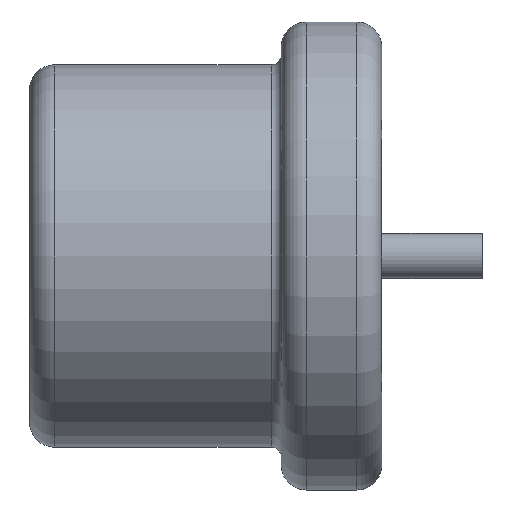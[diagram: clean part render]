
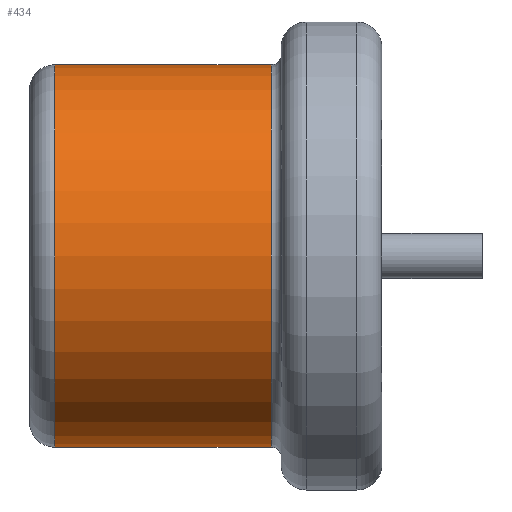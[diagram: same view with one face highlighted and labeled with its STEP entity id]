
A CAD part, left-side view. The second image highlights one B-rep face of the part: STEP entity #434.
In plain terms, the highlighted cylindrical face has radius 1.9 mm (diameter 3.8 mm), a partial arc.
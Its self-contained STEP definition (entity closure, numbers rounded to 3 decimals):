
#72 = DIRECTION ( 'NONE',  ( 0., 1., 0. ) ) ;
#130 = LINE ( 'NONE', #4424, #2090 ) ;
#206 = DIRECTION ( 'NONE',  ( 0., -1., 0. ) ) ;
#232 = EDGE_CURVE ( 'NONE', #1601, #5017, #1758, .T. ) ;
#269 = CARTESIAN_POINT ( 'NONE',  ( -6.45, 3.25, 1.9 ) ) ;
#417 = VECTOR ( 'NONE', #2196, 1000. ) ;
#434 = ADVANCED_FACE ( 'NONE', ( #1560 ), #728, .T. ) ;
#728 = CYLINDRICAL_SURFACE ( 'NONE', #1663, 1.9 ) ;
#790 = CARTESIAN_POINT ( 'NONE',  ( -6.45, 1.1, -1.9 ) ) ;
#992 = VERTEX_POINT ( 'NONE', #2670 ) ;
#1009 = LINE ( 'NONE', #1051, #417 ) ;
#1051 = CARTESIAN_POINT ( 'NONE',  ( -6.45, 3.5, -1.9 ) ) ;
#1191 = EDGE_CURVE ( 'NONE', #4549, #5017, #130, .T. ) ;
#1365 = EDGE_CURVE ( 'NONE', #4549, #992, #4718, .T. ) ;
#1438 = DIRECTION ( 'NONE',  ( 0., 0., 1. ) ) ;
#1560 = FACE_OUTER_BOUND ( 'NONE', #3742, .T. ) ;
#1601 = VERTEX_POINT ( 'NONE', #790 ) ;
#1663 = AXIS2_PLACEMENT_3D ( 'NONE', #2686, #2710, #5020 ) ;
#1758 = CIRCLE ( 'NONE', #4971, 1.9 ) ;
#1988 = ORIENTED_EDGE ( 'NONE', *, *, #1191, .F. ) ;
#2090 = VECTOR ( 'NONE', #4454, 1000. ) ;
#2121 = DIRECTION ( 'NONE',  ( 0., 0., 1. ) ) ;
#2156 = CARTESIAN_POINT ( 'NONE',  ( -6.45, 3.25, 0. ) ) ;
#2178 = ORIENTED_EDGE ( 'NONE', *, *, #232, .T. ) ;
#2193 = ORIENTED_EDGE ( 'NONE', *, *, #4538, .T. ) ;
#2196 = DIRECTION ( 'NONE',  ( 0., -1., 0. ) ) ;
#2670 = CARTESIAN_POINT ( 'NONE',  ( -6.45, 3.25, -1.9 ) ) ;
#2686 = CARTESIAN_POINT ( 'NONE',  ( -6.45, 3.5, 0. ) ) ;
#2710 = DIRECTION ( 'NONE',  ( 0., -1., 0. ) ) ;
#3401 = CARTESIAN_POINT ( 'NONE',  ( -6.45, 1.1, 1.9 ) ) ;
#3742 = EDGE_LOOP ( 'NONE', ( #2193, #2178, #1988, #3879 ) ) ;
#3879 = ORIENTED_EDGE ( 'NONE', *, *, #1365, .T. ) ;
#4052 = CARTESIAN_POINT ( 'NONE',  ( -6.45, 1.1, 0. ) ) ;
#4386 = AXIS2_PLACEMENT_3D ( 'NONE', #2156, #206, #1438 ) ;
#4424 = CARTESIAN_POINT ( 'NONE',  ( -6.45, 3.5, 1.9 ) ) ;
#4454 = DIRECTION ( 'NONE',  ( 0., -1., 0. ) ) ;
#4538 = EDGE_CURVE ( 'NONE', #992, #1601, #1009, .T. ) ;
#4549 = VERTEX_POINT ( 'NONE', #269 ) ;
#4718 = CIRCLE ( 'NONE', #4386, 1.9 ) ;
#4971 = AXIS2_PLACEMENT_3D ( 'NONE', #4052, #72, #2121 ) ;
#5017 = VERTEX_POINT ( 'NONE', #3401 ) ;
#5020 = DIRECTION ( 'NONE',  ( 0., 0., -1. ) ) ;
